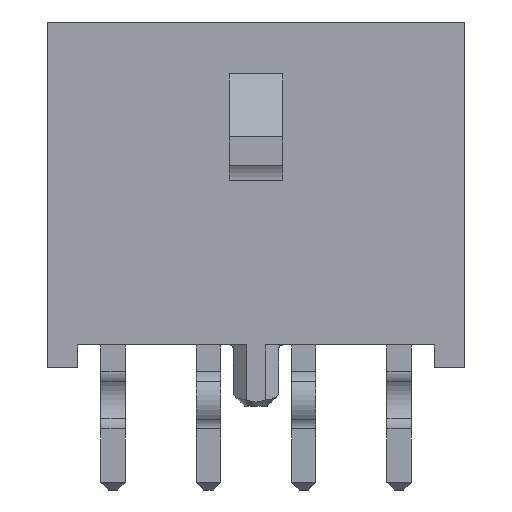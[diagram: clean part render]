
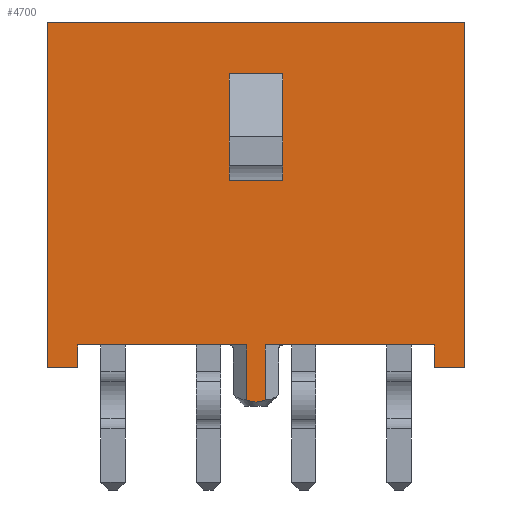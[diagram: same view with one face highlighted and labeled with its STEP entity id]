
A CAD part, front view. The second image highlights one B-rep face of the part: STEP entity #4700.
In plain terms, the highlighted face is planar.
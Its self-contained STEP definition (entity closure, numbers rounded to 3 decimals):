
#55=B_SPLINE_CURVE_WITH_KNOTS('',3,(#6227,#6228,#6229,#6230),
 .UNSPECIFIED.,.F.,.F.,(4,4),(0.,1.),.UNSPECIFIED.);
#535=ORIENTED_EDGE('',*,*,#1232,.F.);
#536=ORIENTED_EDGE('',*,*,#1226,.T.);
#537=ORIENTED_EDGE('',*,*,#1235,.T.);
#538=ORIENTED_EDGE('',*,*,#1221,.F.);
#539=ORIENTED_EDGE('',*,*,#1202,.T.);
#540=ORIENTED_EDGE('',*,*,#1198,.T.);
#541=ORIENTED_EDGE('',*,*,#1199,.T.);
#542=ORIENTED_EDGE('',*,*,#1156,.F.);
#543=ORIENTED_EDGE('',*,*,#1281,.T.);
#544=ORIENTED_EDGE('',*,*,#1304,.F.);
#545=ORIENTED_EDGE('',*,*,#1301,.T.);
#546=ORIENTED_EDGE('',*,*,#1329,.T.);
#547=ORIENTED_EDGE('',*,*,#1297,.F.);
#548=ORIENTED_EDGE('',*,*,#1303,.F.);
#549=ORIENTED_EDGE('',*,*,#1279,.F.);
#550=ORIENTED_EDGE('',*,*,#1144,.F.);
#1144=EDGE_CURVE('',#1622,#1623,#1934,.T.);
#1156=EDGE_CURVE('',#1634,#1619,#1946,.T.);
#1198=EDGE_CURVE('',#1667,#1669,#55,.T.);
#1199=EDGE_CURVE('',#1669,#1619,#1981,.T.);
#1202=EDGE_CURVE('',#1622,#1667,#1984,.T.);
#1221=EDGE_CURVE('',#1682,#1683,#2003,.T.);
#1226=EDGE_CURVE('',#1687,#1688,#2007,.T.);
#1232=EDGE_CURVE('',#1687,#1682,#2012,.T.);
#1235=EDGE_CURVE('',#1688,#1683,#2015,.T.);
#1279=EDGE_CURVE('',#1623,#1713,#2059,.T.);
#1281=EDGE_CURVE('',#1634,#1715,#2061,.T.);
#1297=EDGE_CURVE('',#1724,#1725,#2077,.T.);
#1301=EDGE_CURVE('',#1727,#1726,#2081,.T.);
#1303=EDGE_CURVE('',#1713,#1724,#2083,.T.);
#1304=EDGE_CURVE('',#1727,#1715,#2084,.T.);
#1329=EDGE_CURVE('',#1726,#1725,#2109,.T.);
#1619=VERTEX_POINT('',#6106);
#1622=VERTEX_POINT('',#6111);
#1623=VERTEX_POINT('',#6113);
#1634=VERTEX_POINT('',#6135);
#1667=VERTEX_POINT('',#6219);
#1669=VERTEX_POINT('',#6226);
#1682=VERTEX_POINT('',#6277);
#1683=VERTEX_POINT('',#6278);
#1687=VERTEX_POINT('',#6288);
#1688=VERTEX_POINT('',#6289);
#1713=VERTEX_POINT('',#6395);
#1715=VERTEX_POINT('',#6400);
#1724=VERTEX_POINT('',#6431);
#1725=VERTEX_POINT('',#6433);
#1726=VERTEX_POINT('',#6438);
#1727=VERTEX_POINT('',#6440);
#1934=LINE('',#6112,#2359);
#1946=LINE('',#6136,#2371);
#1981=LINE('',#6232,#2406);
#1984=LINE('',#6236,#2409);
#2003=LINE('',#6276,#2428);
#2007=LINE('',#6287,#2432);
#2012=LINE('',#6299,#2437);
#2015=LINE('',#6305,#2440);
#2059=LINE('',#6396,#2484);
#2061=LINE('',#6401,#2486);
#2077=LINE('',#6432,#2502);
#2081=LINE('',#6439,#2506);
#2083=LINE('',#6443,#2508);
#2084=LINE('',#6445,#2509);
#2109=LINE('',#6497,#2534);
#2359=VECTOR('',#5150,1000.);
#2371=VECTOR('',#5162,1000.);
#2406=VECTOR('',#5209,1000.);
#2409=VECTOR('',#5214,1000.);
#2428=VECTOR('',#5251,1000.);
#2432=VECTOR('',#5259,1000.);
#2437=VECTOR('',#5268,1000.);
#2440=VECTOR('',#5277,1000.);
#2484=VECTOR('',#5371,1000.);
#2486=VECTOR('',#5375,1000.);
#2502=VECTOR('',#5403,1000.);
#2506=VECTOR('',#5409,1000.);
#2508=VECTOR('',#5413,1000.);
#2509=VECTOR('',#5416,1000.);
#2534=VECTOR('',#5475,1000.);
#2814=EDGE_LOOP('',(#535,#536,#537,#538));
#2815=EDGE_LOOP('',(#539,#540,#541,#542,#543,#544,#545,#546,#547,#548,#549,
#550));
#3021=FACE_BOUND('',#2814,.T.);
#3022=FACE_BOUND('',#2815,.T.);
#3210=PLANE('',#4902);
#4700=ADVANCED_FACE('',(#3021,#3022),#3210,.F.);
#4902=AXIS2_PLACEMENT_3D('',#6496,#5473,#5474);
#5150=DIRECTION('',(-1.,0.,0.));
#5162=DIRECTION('',(-1.,0.,0.));
#5209=DIRECTION('',(0.,-1.,0.));
#5214=DIRECTION('',(0.,1.,0.));
#5251=DIRECTION('',(0.,-1.,0.));
#5259=DIRECTION('',(0.,-1.,0.));
#5268=DIRECTION('',(1.,0.,0.));
#5277=DIRECTION('',(1.,0.,0.));
#5371=DIRECTION('',(0.,1.,0.));
#5375=DIRECTION('',(0.,1.,0.));
#5403=DIRECTION('',(0.,-1.,0.));
#5409=DIRECTION('',(0.,-1.,0.));
#5413=DIRECTION('',(-1.,0.,0.));
#5416=DIRECTION('',(-1.,0.,0.));
#5473=DIRECTION('',(0.,0.,1.));
#5474=DIRECTION('',(1.,0.,0.));
#5475=DIRECTION('',(-1.,0.,0.));
#6106=CARTESIAN_POINT('',(0.239,8.46,-1.74));
#6111=CARTESIAN_POINT('',(-0.239,8.46,-1.74));
#6112=CARTESIAN_POINT('',(4.67,8.46,-1.74));
#6113=CARTESIAN_POINT('',(-4.67,8.46,-1.74));
#6135=CARTESIAN_POINT('',(4.67,8.46,-1.74));
#6136=CARTESIAN_POINT('',(4.67,8.46,-1.74));
#6219=CARTESIAN_POINT('',(-0.239,9.894,-1.74));
#6226=CARTESIAN_POINT('',(0.239,9.894,-1.74));
#6227=CARTESIAN_POINT('',(-0.239,9.894,-1.74));
#6228=CARTESIAN_POINT('',(-0.08,9.976,-1.74));
#6229=CARTESIAN_POINT('',(0.08,9.976,-1.74));
#6230=CARTESIAN_POINT('',(0.239,9.894,-1.74));
#6232=CARTESIAN_POINT('',(0.239,9.06,-1.74));
#6236=CARTESIAN_POINT('',(-0.239,9.06,-1.74));
#6276=CARTESIAN_POINT('',(0.7,1.36,-1.74));
#6277=CARTESIAN_POINT('',(0.7,4.16,-1.74));
#6278=CARTESIAN_POINT('',(0.7,1.36,-1.74));
#6287=CARTESIAN_POINT('',(-0.7,1.36,-1.74));
#6288=CARTESIAN_POINT('',(-0.7,4.16,-1.74));
#6289=CARTESIAN_POINT('',(-0.7,1.36,-1.74));
#6299=CARTESIAN_POINT('',(-0.7,4.16,-1.74));
#6305=CARTESIAN_POINT('',(-0.7,1.36,-1.74));
#6395=CARTESIAN_POINT('',(-4.67,9.06,-1.74));
#6396=CARTESIAN_POINT('',(-4.67,8.46,-1.74));
#6400=CARTESIAN_POINT('',(4.67,9.06,-1.74));
#6401=CARTESIAN_POINT('',(4.67,8.46,-1.74));
#6431=CARTESIAN_POINT('',(-5.47,9.06,-1.74));
#6432=CARTESIAN_POINT('',(-5.47,9.06,-1.74));
#6433=CARTESIAN_POINT('',(-5.47,0.,-1.74));
#6438=CARTESIAN_POINT('',(5.47,0.,-1.74));
#6439=CARTESIAN_POINT('',(5.47,9.06,-1.74));
#6440=CARTESIAN_POINT('',(5.47,9.06,-1.74));
#6443=CARTESIAN_POINT('',(5.47,9.06,-1.74));
#6445=CARTESIAN_POINT('',(5.47,9.06,-1.74));
#6496=CARTESIAN_POINT('',(5.47,9.06,-1.74));
#6497=CARTESIAN_POINT('',(5.47,0.,-1.74));
